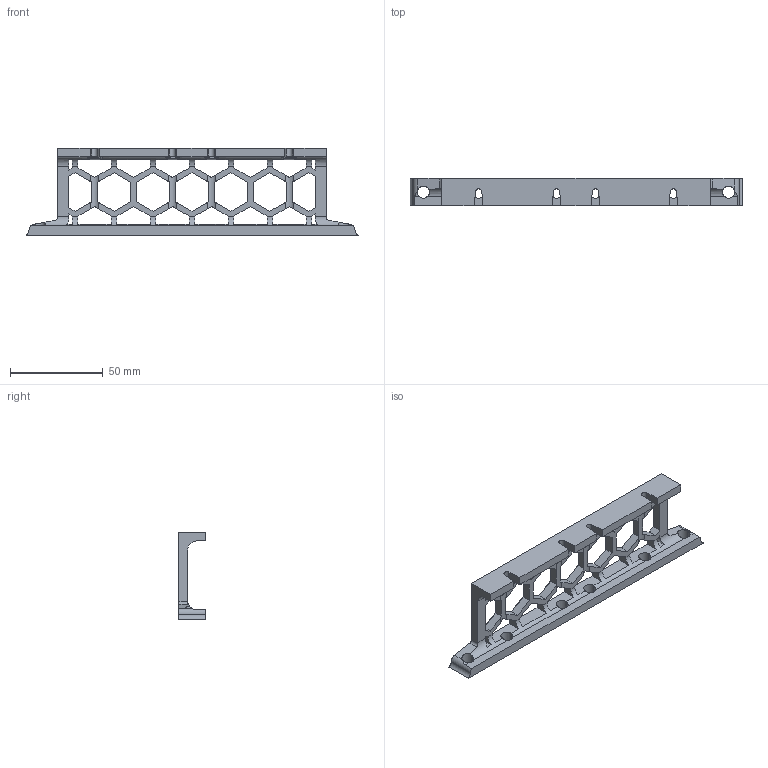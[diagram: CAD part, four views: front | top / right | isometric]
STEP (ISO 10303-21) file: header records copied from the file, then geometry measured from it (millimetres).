
FILE_DESCRIPTION (( 'STEP AP214' ), '1' );
FILE_NAME ('side_skirt.STEP', '2021-09-26T09:59:37', ( '' ), ( '' ), 'SwSTEP 2.0', 'SolidWorks 2021', '' );
FILE_SCHEMA (( 'AUTOMOTIVE_DESIGN' ));
Length unit declared in the file: millimetre
Products named in the file (1): side_skirt
Bounding box: 179 x 15 x 47 mm (x, y, z)
Volume: 32896.7 mm3; surface area: 21411.8 mm2
Topology: 1 solids, 1 shells, 456 faces, 1262 edges, 774 vertices
Faces by surface type: plane 307, cylinder 85, cone 24, bspline 20, torus 10, sphere 10
Entity records: 14988 total; most frequent: CARTESIAN_POINT 3705, ORIENTED_EDGE 2504, DIRECTION 2146, EDGE_CURVE 1252, VECTOR 860, LINE 860, VERTEX_POINT 772, AXIS2_PLACEMENT_3D 643
